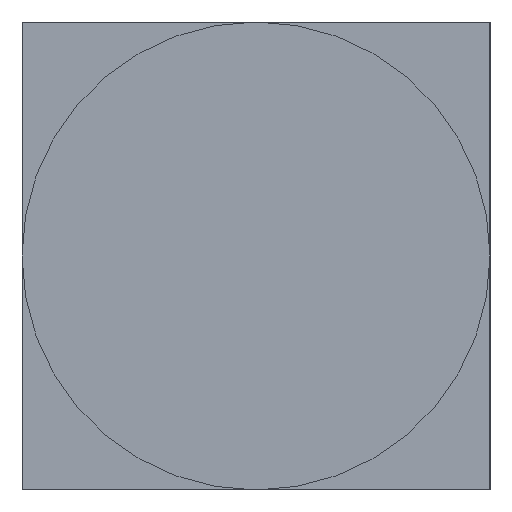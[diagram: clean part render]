
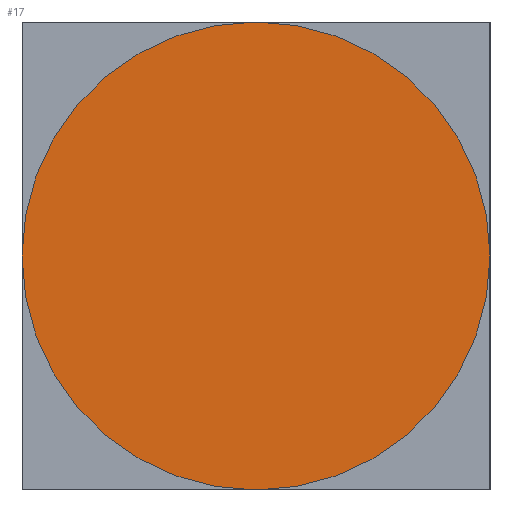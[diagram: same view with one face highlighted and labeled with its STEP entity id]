
A CAD part, left-side view. The second image highlights one B-rep face of the part: STEP entity #17.
In plain terms, the highlighted planar face has unit normal (-1, 0, 0).
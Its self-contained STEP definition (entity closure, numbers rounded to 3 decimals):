
#17 = ADVANCED_FACE('',(#18),#33,.T.);
#18 = FACE_BOUND('',#19,.F.);
#19 = EDGE_LOOP('',(#20,#60,#93,#126));
#20 = ORIENTED_EDGE('',*,*,#21,.F.);
#21 = EDGE_CURVE('',#22,#24,#26,.T.);
#22 = VERTEX_POINT('',#23);
#23 = CARTESIAN_POINT('',(261.7,-2.94,-142.));
#24 = VERTEX_POINT('',#25);
#25 = CARTESIAN_POINT('',(261.7,0.,-139.06));
#26 = SURFACE_CURVE('',#27,(#32,#44),.PCURVE_S1.);
#27 = CIRCLE('',#28,2.94);
#28 = AXIS2_PLACEMENT_3D('',#29,#30,#31);
#29 = CARTESIAN_POINT('',(261.7,0.,-142.));
#30 = DIRECTION('',(-1.,0.,0.));
#31 = DIRECTION('',(0.,-1.,0.));
#32 = PCURVE('',#33,#38);
#33 = PLANE('',#34);
#34 = AXIS2_PLACEMENT_3D('',#35,#36,#37);
#35 = CARTESIAN_POINT('',(261.7,0.,-142.));
#36 = DIRECTION('',(-1.,-0.,-0.));
#37 = DIRECTION('',(-0.,-1.,-0.));
#38 = DEFINITIONAL_REPRESENTATION('',(#39),#43);
#39 = CIRCLE('',#40,2.94);
#40 = AXIS2_PLACEMENT_2D('',#41,#42);
#41 = CARTESIAN_POINT('',(0.,0.));
#42 = DIRECTION('',(1.,-0.));
#43 = ( GEOMETRIC_REPRESENTATION_CONTEXT(2) 
PARAMETRIC_REPRESENTATION_CONTEXT() REPRESENTATION_CONTEXT('2D SPACE',''
  ) );
#44 = PCURVE('',#45,#50);
#45 = PLANE('',#46);
#46 = AXIS2_PLACEMENT_3D('',#47,#48,#49);
#47 = CARTESIAN_POINT('',(261.7,0.,-142.));
#48 = DIRECTION('',(1.,0.,0.));
#49 = DIRECTION('',(0.,0.,1.));
#50 = DEFINITIONAL_REPRESENTATION('',(#51),#59);
#51 = ( BOUNDED_CURVE() B_SPLINE_CURVE(2,(#52,#53,#54,#55,#56,#57,#58),
.UNSPECIFIED.,.T.,.F.) B_SPLINE_CURVE_WITH_KNOTS((1,2,2,2,2,1),(
    -2.094,0.,2.094,4.189,6.283,
8.378),.UNSPECIFIED.) CURVE() GEOMETRIC_REPRESENTATION_ITEM() 
RATIONAL_B_SPLINE_CURVE((1.,0.5,1.,0.5,1.,0.5,1.)) REPRESENTATION_ITEM(
  '') );
#52 = CARTESIAN_POINT('',(0.,2.94));
#53 = CARTESIAN_POINT('',(5.092,2.94));
#54 = CARTESIAN_POINT('',(2.546,-1.47));
#55 = CARTESIAN_POINT('',(0.,-5.88));
#56 = CARTESIAN_POINT('',(-2.546,-1.47));
#57 = CARTESIAN_POINT('',(-5.092,2.94));
#58 = CARTESIAN_POINT('',(0.,2.94));
#59 = ( GEOMETRIC_REPRESENTATION_CONTEXT(2) 
PARAMETRIC_REPRESENTATION_CONTEXT() REPRESENTATION_CONTEXT('2D SPACE',''
  ) );
#60 = ORIENTED_EDGE('',*,*,#61,.F.);
#61 = EDGE_CURVE('',#62,#22,#64,.T.);
#62 = VERTEX_POINT('',#63);
#63 = CARTESIAN_POINT('',(261.7,0.,-144.94));
#64 = SURFACE_CURVE('',#65,(#70,#77),.PCURVE_S1.);
#65 = CIRCLE('',#66,2.94);
#66 = AXIS2_PLACEMENT_3D('',#67,#68,#69);
#67 = CARTESIAN_POINT('',(261.7,0.,-142.));
#68 = DIRECTION('',(-1.,0.,0.));
#69 = DIRECTION('',(0.,-1.,0.));
#70 = PCURVE('',#33,#71);
#71 = DEFINITIONAL_REPRESENTATION('',(#72),#76);
#72 = CIRCLE('',#73,2.94);
#73 = AXIS2_PLACEMENT_2D('',#74,#75);
#74 = CARTESIAN_POINT('',(0.,0.));
#75 = DIRECTION('',(1.,-0.));
#76 = ( GEOMETRIC_REPRESENTATION_CONTEXT(2) 
PARAMETRIC_REPRESENTATION_CONTEXT() REPRESENTATION_CONTEXT('2D SPACE',''
  ) );
#77 = PCURVE('',#78,#83);
#78 = PLANE('',#79);
#79 = AXIS2_PLACEMENT_3D('',#80,#81,#82);
#80 = CARTESIAN_POINT('',(261.7,0.,-142.));
#81 = DIRECTION('',(1.,0.,0.));
#82 = DIRECTION('',(0.,0.,1.));
#83 = DEFINITIONAL_REPRESENTATION('',(#84),#92);
#84 = ( BOUNDED_CURVE() B_SPLINE_CURVE(2,(#85,#86,#87,#88,#89,#90,#91),
.UNSPECIFIED.,.T.,.F.) B_SPLINE_CURVE_WITH_KNOTS((1,2,2,2,2,1),(
    -2.094,0.,2.094,4.189,6.283,
8.378),.UNSPECIFIED.) CURVE() GEOMETRIC_REPRESENTATION_ITEM() 
RATIONAL_B_SPLINE_CURVE((1.,0.5,1.,0.5,1.,0.5,1.)) REPRESENTATION_ITEM(
  '') );
#85 = CARTESIAN_POINT('',(0.,2.94));
#86 = CARTESIAN_POINT('',(5.092,2.94));
#87 = CARTESIAN_POINT('',(2.546,-1.47));
#88 = CARTESIAN_POINT('',(0.,-5.88));
#89 = CARTESIAN_POINT('',(-2.546,-1.47));
#90 = CARTESIAN_POINT('',(-5.092,2.94));
#91 = CARTESIAN_POINT('',(0.,2.94));
#92 = ( GEOMETRIC_REPRESENTATION_CONTEXT(2) 
PARAMETRIC_REPRESENTATION_CONTEXT() REPRESENTATION_CONTEXT('2D SPACE',''
  ) );
#93 = ORIENTED_EDGE('',*,*,#94,.F.);
#94 = EDGE_CURVE('',#95,#62,#97,.T.);
#95 = VERTEX_POINT('',#96);
#96 = CARTESIAN_POINT('',(261.7,2.94,-142.));
#97 = SURFACE_CURVE('',#98,(#103,#110),.PCURVE_S1.);
#98 = CIRCLE('',#99,2.94);
#99 = AXIS2_PLACEMENT_3D('',#100,#101,#102);
#100 = CARTESIAN_POINT('',(261.7,0.,-142.));
#101 = DIRECTION('',(-1.,0.,0.));
#102 = DIRECTION('',(0.,-1.,0.));
#103 = PCURVE('',#33,#104);
#104 = DEFINITIONAL_REPRESENTATION('',(#105),#109);
#105 = CIRCLE('',#106,2.94);
#106 = AXIS2_PLACEMENT_2D('',#107,#108);
#107 = CARTESIAN_POINT('',(0.,0.));
#108 = DIRECTION('',(1.,-0.));
#109 = ( GEOMETRIC_REPRESENTATION_CONTEXT(2) 
PARAMETRIC_REPRESENTATION_CONTEXT() REPRESENTATION_CONTEXT('2D SPACE',''
  ) );
#110 = PCURVE('',#111,#116);
#111 = PLANE('',#112);
#112 = AXIS2_PLACEMENT_3D('',#113,#114,#115);
#113 = CARTESIAN_POINT('',(261.7,0.,-142.));
#114 = DIRECTION('',(1.,0.,0.));
#115 = DIRECTION('',(0.,0.,1.));
#116 = DEFINITIONAL_REPRESENTATION('',(#117),#125);
#117 = ( BOUNDED_CURVE() B_SPLINE_CURVE(2,(#118,#119,#120,#121,#122,#123
,#124),.UNSPECIFIED.,.T.,.F.) B_SPLINE_CURVE_WITH_KNOTS((1,2,2,2,2,1),(
    -2.094,0.,2.094,4.189,6.283,
8.378),.UNSPECIFIED.) CURVE() GEOMETRIC_REPRESENTATION_ITEM() 
RATIONAL_B_SPLINE_CURVE((1.,0.5,1.,0.5,1.,0.5,1.)) REPRESENTATION_ITEM(
  '') );
#118 = CARTESIAN_POINT('',(0.,2.94));
#119 = CARTESIAN_POINT('',(5.092,2.94));
#120 = CARTESIAN_POINT('',(2.546,-1.47));
#121 = CARTESIAN_POINT('',(0.,-5.88));
#122 = CARTESIAN_POINT('',(-2.546,-1.47));
#123 = CARTESIAN_POINT('',(-5.092,2.94));
#124 = CARTESIAN_POINT('',(0.,2.94));
#125 = ( GEOMETRIC_REPRESENTATION_CONTEXT(2) 
PARAMETRIC_REPRESENTATION_CONTEXT() REPRESENTATION_CONTEXT('2D SPACE',''
  ) );
#126 = ORIENTED_EDGE('',*,*,#127,.F.);
#127 = EDGE_CURVE('',#24,#95,#128,.T.);
#128 = SURFACE_CURVE('',#129,(#134,#141),.PCURVE_S1.);
#129 = CIRCLE('',#130,2.94);
#130 = AXIS2_PLACEMENT_3D('',#131,#132,#133);
#131 = CARTESIAN_POINT('',(261.7,0.,-142.));
#132 = DIRECTION('',(-1.,0.,0.));
#133 = DIRECTION('',(0.,-1.,0.));
#134 = PCURVE('',#33,#135);
#135 = DEFINITIONAL_REPRESENTATION('',(#136),#140);
#136 = CIRCLE('',#137,2.94);
#137 = AXIS2_PLACEMENT_2D('',#138,#139);
#138 = CARTESIAN_POINT('',(0.,0.));
#139 = DIRECTION('',(1.,-0.));
#140 = ( GEOMETRIC_REPRESENTATION_CONTEXT(2) 
PARAMETRIC_REPRESENTATION_CONTEXT() REPRESENTATION_CONTEXT('2D SPACE',''
  ) );
#141 = PCURVE('',#142,#147);
#142 = PLANE('',#143);
#143 = AXIS2_PLACEMENT_3D('',#144,#145,#146);
#144 = CARTESIAN_POINT('',(261.7,0.,-142.));
#145 = DIRECTION('',(1.,0.,0.));
#146 = DIRECTION('',(0.,0.,1.));
#147 = DEFINITIONAL_REPRESENTATION('',(#148),#156);
#148 = ( BOUNDED_CURVE() B_SPLINE_CURVE(2,(#149,#150,#151,#152,#153,#154
,#155),.UNSPECIFIED.,.T.,.F.) B_SPLINE_CURVE_WITH_KNOTS((1,2,2,2,2,1),(
    -2.094,0.,2.094,4.189,6.283,
8.378),.UNSPECIFIED.) CURVE() GEOMETRIC_REPRESENTATION_ITEM() 
RATIONAL_B_SPLINE_CURVE((1.,0.5,1.,0.5,1.,0.5,1.)) REPRESENTATION_ITEM(
  '') );
#149 = CARTESIAN_POINT('',(0.,2.94));
#150 = CARTESIAN_POINT('',(5.092,2.94));
#151 = CARTESIAN_POINT('',(2.546,-1.47));
#152 = CARTESIAN_POINT('',(0.,-5.88));
#153 = CARTESIAN_POINT('',(-2.546,-1.47));
#154 = CARTESIAN_POINT('',(-5.092,2.94));
#155 = CARTESIAN_POINT('',(0.,2.94));
#156 = ( GEOMETRIC_REPRESENTATION_CONTEXT(2) 
PARAMETRIC_REPRESENTATION_CONTEXT() REPRESENTATION_CONTEXT('2D SPACE',''
  ) );
